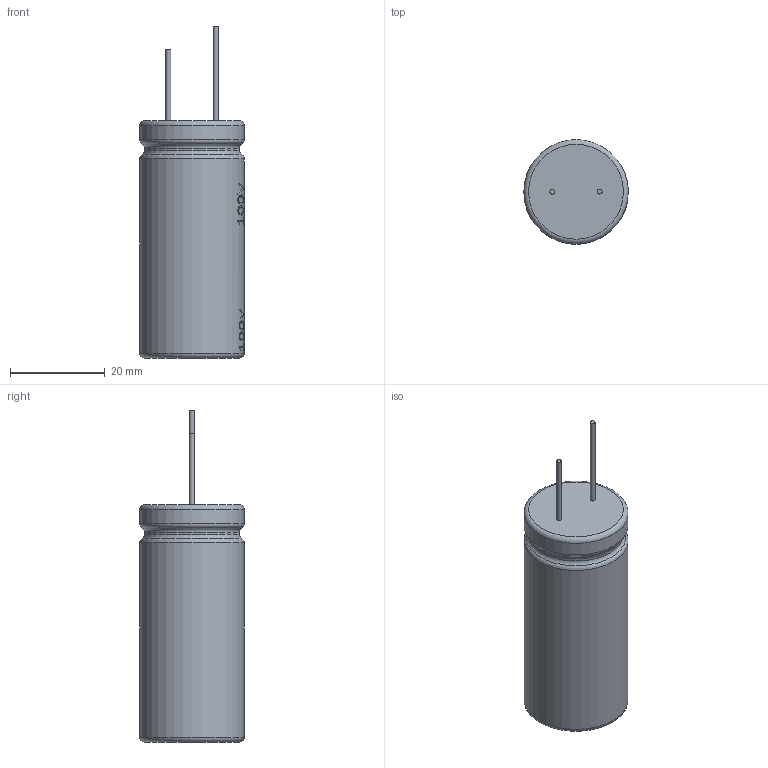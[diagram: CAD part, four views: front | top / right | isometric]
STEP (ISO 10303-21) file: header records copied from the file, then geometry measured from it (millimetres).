
FILE_DESCRIPTION(/* description */ (''),/* implementation_level */ '2;1');
FILE_NAME(/* name */ 'capacitor 2.stp',/* time_stamp */ '2019-08-10T15:17:46+03:00',/* author */ ('azizg'),/* organization */ (''),/* preprocessor_version */ 'ST-DEVELOPER v17',/* originating_system */ 'Autodesk Inventor 2019',/* authorisation */ '');
FILE_SCHEMA (('AUTOMOTIVE_DESIGN { 1 0 10303 214 3 1 1 }'));
Length unit declared in the file: millimetre
Products named in the file (1): capacitor 2
Bounding box: 22 x 22 x 70 mm (x, y, z)
Volume: 18796.3 mm3; surface area: 4616.3 mm2
Topology: 1 solids, 1 shells, 304 faces, 827 edges, 551 vertices
Faces by surface type: bspline 154, plane 131, cylinder 13, torus 6
Full cylindrical faces by diameter (mm): 1 x2, 20 x1, 22 x2
Entity records: 12176 total; most frequent: CARTESIAN_POINT 5410, ORIENTED_EDGE 1652, DIRECTION 896, EDGE_CURVE 826, VERTEX_POINT 550, LINE 432, VECTOR 432, EDGE_LOOP 330
